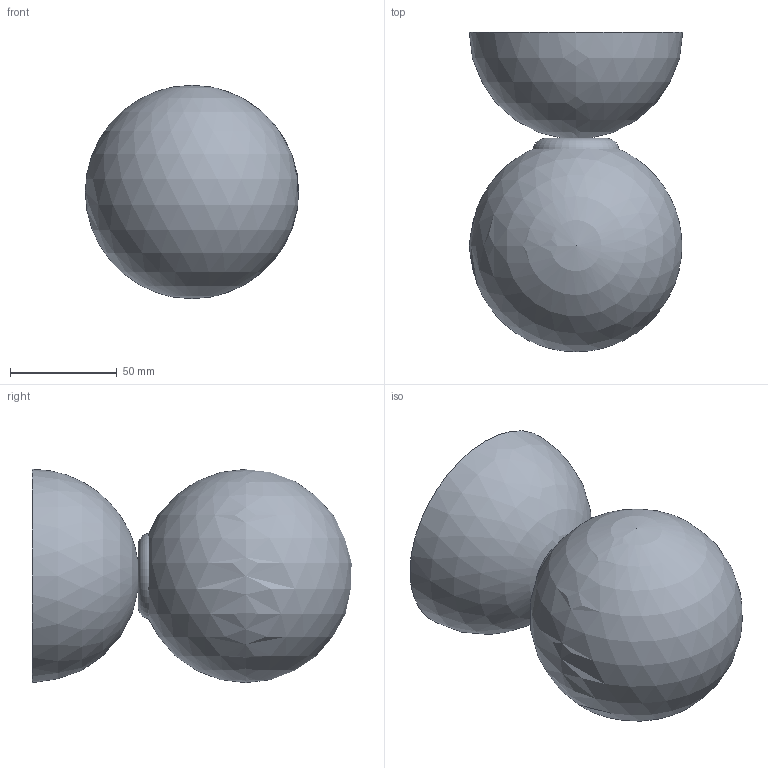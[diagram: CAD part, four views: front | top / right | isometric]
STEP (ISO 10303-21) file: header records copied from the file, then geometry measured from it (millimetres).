
FILE_DESCRIPTION(/* description */ (''),/* implementation_level */ '2;1');
FILE_NAME(/* name */ 'Eye W0427 v1.step',/* time_stamp */ '2025-08-07T14:06:59+02:00',/* author */ (''),/* organization */ (''),/* preprocessor_version */ 'ST-DEVELOPER v20.1',/* originating_system */ 'Autodesk Translation Framework v14.10.0.0',/* authorisation */ '');
FILE_SCHEMA (('AUTOMOTIVE_DESIGN { 1 0 10303 214 3 1 1 }'));
Length unit declared in the file: millimetre
Products named in the file (1): Eye W0427
Bounding box: 100 x 149.64 x 100 mm (x, y, z)
Volume: 711736.4 mm3; surface area: 87779.4 mm2
Topology: 14 solids, 14 shells, 412 faces, 1059 edges, 682 vertices
Faces by surface type: cylinder 217, plane 163, bspline 24, sphere 3, cone 3, torus 2
Full cylindrical faces by diameter (mm): 2.356 x6, 2.529 x9, 2.927 x12, 3.086 x3, 4.2 x3, 5.5 x3, 6 x1, 8.141 x19, 8.526 x2, 9.85 x19, 10.198 x4, 12 x1, 15 x1, 19.37 x1, 20.57 x2, 30 x1, 50 x1
Entity records: 25271 total; most frequent: CARTESIAN_POINT 15805, ORIENTED_EDGE 2114, DIRECTION 1653, EDGE_CURVE 1057, VERTEX_POINT 682, AXIS2_PLACEMENT_3D 559, LINE 535, VECTOR 535
